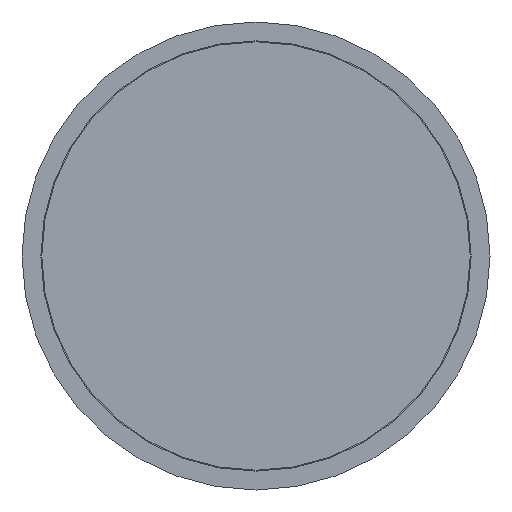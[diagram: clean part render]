
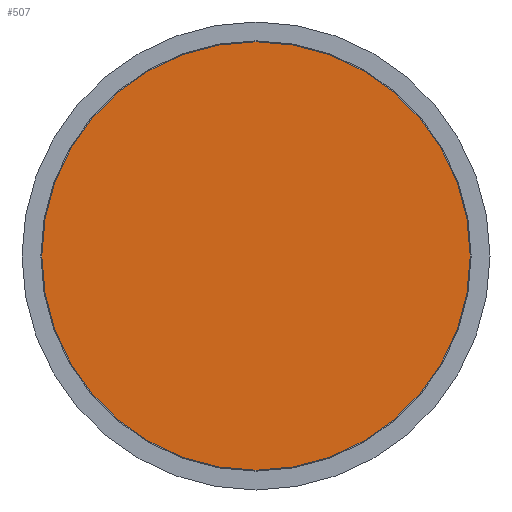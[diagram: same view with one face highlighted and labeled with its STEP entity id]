
A CAD part, front view. The second image highlights one B-rep face of the part: STEP entity #507.
In plain terms, the highlighted planar face has unit normal (0, -1, 0).
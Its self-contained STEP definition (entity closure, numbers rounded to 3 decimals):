
#1 = CARTESIAN_POINT ( 'NONE',  ( 0., 0., 0. ) ) ;
#81 = ORIENTED_EDGE ( 'NONE', *, *, #412, .T. ) ;
#83 = EDGE_LOOP ( 'NONE', ( #81 ) ) ;
#214 = AXIS2_PLACEMENT_3D ( 'NONE', #475, #782, #390 ) ;
#238 = FACE_OUTER_BOUND ( 'NONE', #83, .T. ) ;
#308 = DIRECTION ( 'NONE',  ( 0., -1., 0. ) ) ;
#390 = DIRECTION ( 'NONE',  ( 0., 0., 1. ) ) ;
#412 = EDGE_CURVE ( 'NONE', #835, #835, #519, .T. ) ;
#475 = CARTESIAN_POINT ( 'NONE',  ( -56.75, 0., 0. ) ) ;
#507 = ADVANCED_FACE ( 'NONE', ( #238 ), #556, .F. ) ;
#519 = CIRCLE ( 'NONE', #822, 56.75 ) ;
#556 = PLANE ( 'NONE',  #214 ) ;
#557 = DIRECTION ( 'NONE',  ( 0., 0., -1. ) ) ;
#782 = DIRECTION ( 'NONE',  ( 0., 1., 0. ) ) ;
#822 = AXIS2_PLACEMENT_3D ( 'NONE', #1, #308, #557 ) ;
#835 = VERTEX_POINT ( 'NONE', #846 ) ;
#846 = CARTESIAN_POINT ( 'NONE',  ( 0., 0., -56.75 ) ) ;
